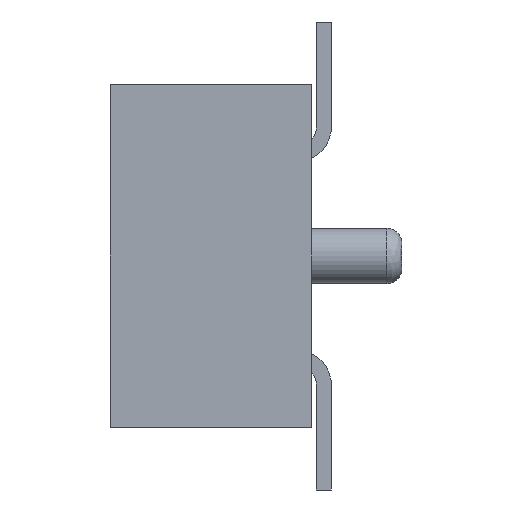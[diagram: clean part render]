
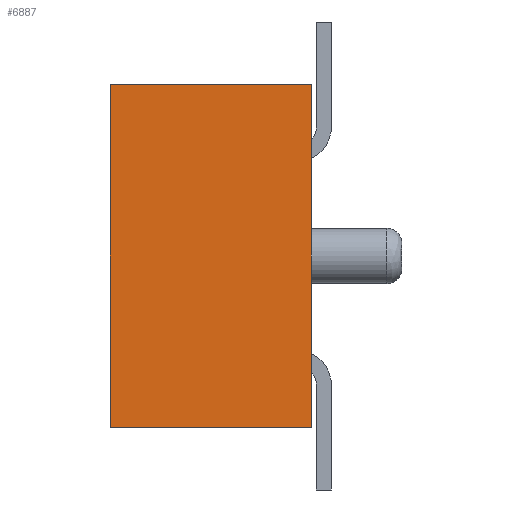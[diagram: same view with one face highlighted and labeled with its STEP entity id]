
A CAD part, left-side view. The second image highlights one B-rep face of the part: STEP entity #6887.
In plain terms, the highlighted planar face has unit normal (-1, 0, 0).
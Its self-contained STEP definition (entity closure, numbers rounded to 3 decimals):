
#2015=DIRECTION('',(0.,-1.,0.));
#2016=VECTOR('',#2015,2.);
#2017=CARTESIAN_POINT('',(-0.2,0.,-1.7));
#2018=LINE('',#2017,#2016);
#2022=DIRECTION('',(0.,0.,-1.));
#2023=VECTOR('',#2022,3.4);
#2024=CARTESIAN_POINT('',(-0.2,0.,1.7));
#2025=LINE('',#2024,#2023);
#2029=DIRECTION('',(0.,1.,0.));
#2030=VECTOR('',#2029,2.);
#2031=CARTESIAN_POINT('',(-0.2,-2.,1.7));
#2032=LINE('',#2031,#2030);
#2036=DIRECTION('',(0.,0.,1.));
#2037=VECTOR('',#2036,3.4);
#2038=CARTESIAN_POINT('',(-0.2,-2.,-1.7));
#2039=LINE('',#2038,#2037);
#5738=CARTESIAN_POINT('',(-0.2,0.,-1.7));
#5739=CARTESIAN_POINT('',(-0.2,-2.,-1.7));
#5740=VERTEX_POINT('',#5738);
#5741=VERTEX_POINT('',#5739);
#5742=CARTESIAN_POINT('',(-0.2,-2.,1.7));
#5743=VERTEX_POINT('',#5742);
#5744=CARTESIAN_POINT('',(-0.2,0.,1.7));
#5745=VERTEX_POINT('',#5744);
#6876=CARTESIAN_POINT('',(-0.2,0.,0.));
#6877=DIRECTION('',(-1.,0.,0.));
#6878=DIRECTION('',(0.,1.,0.));
#6879=AXIS2_PLACEMENT_3D('',#6876,#6877,#6878);
#6880=PLANE('',#6879);
#6881=ORIENTED_EDGE('',*,*,#6816,.F.);
#6882=ORIENTED_EDGE('',*,*,#6013,.F.);
#6883=ORIENTED_EDGE('',*,*,#6790,.F.);
#6884=ORIENTED_EDGE('',*,*,#6470,.F.);
#6885=EDGE_LOOP('',(#6881,#6882,#6883,#6884));
#6886=FACE_OUTER_BOUND('',#6885,.F.);
#6013=EDGE_CURVE('',#5745,#5740,#2025,.T.);
#6470=EDGE_CURVE('',#5741,#5743,#2039,.T.);
#6790=EDGE_CURVE('',#5743,#5745,#2032,.T.);
#6816=EDGE_CURVE('',#5740,#5741,#2018,.T.);
#6887=ADVANCED_FACE('',(#6886),#6880,.T.);
